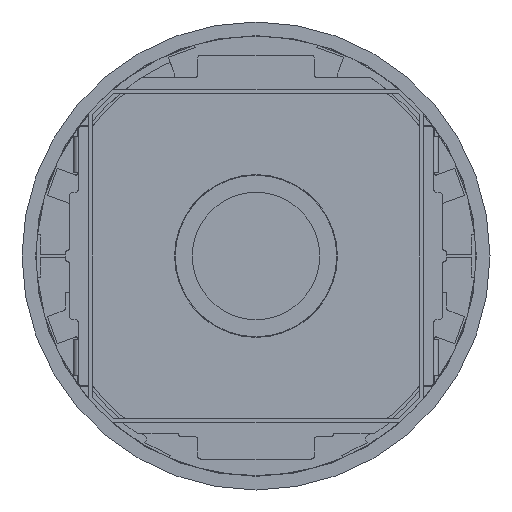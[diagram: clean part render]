
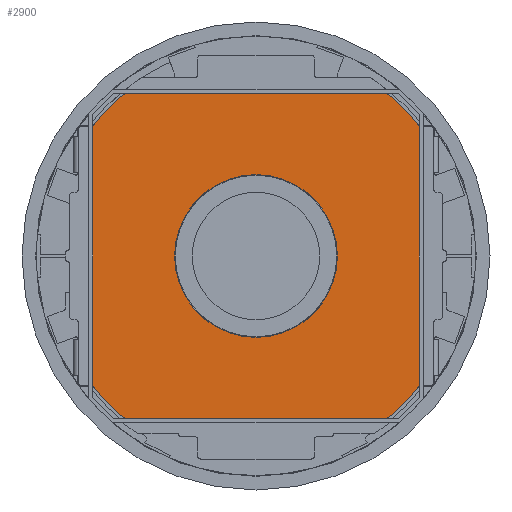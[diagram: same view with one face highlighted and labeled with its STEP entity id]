
A CAD part, front view. The second image highlights one B-rep face of the part: STEP entity #2900.
In plain terms, the highlighted planar face has unit normal (0, -1, 0).
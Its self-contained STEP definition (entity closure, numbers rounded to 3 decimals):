
#65 = DIRECTION ( 'NONE',  ( 0., 0., 1. ) ) ;
#232 = ORIENTED_EDGE ( 'NONE', *, *, #8636, .T. ) ;
#872 = CIRCLE ( 'NONE', #7128, 148. ) ;
#1039 = CIRCLE ( 'NONE', #1046, 148. ) ;
#1046 = AXIS2_PLACEMENT_3D ( 'NONE', #10174, #2524, #1727 ) ;
#1451 = EDGE_CURVE ( 'NONE', #6468, #4737, #10895, .T. ) ;
#1550 = AXIS2_PLACEMENT_3D ( 'NONE', #10094, #2375, #8404 ) ;
#1657 = DIRECTION ( 'NONE',  ( 0., 0., 1. ) ) ;
#1727 = DIRECTION ( 'NONE',  ( 0., 0., -1. ) ) ;
#2375 = DIRECTION ( 'NONE',  ( 0., -1., 0. ) ) ;
#2417 = EDGE_CURVE ( 'NONE', #4269, #8283, #872, .T. ) ;
#2448 = DIRECTION ( 'NONE',  ( 0., 1., 0. ) ) ;
#2524 = DIRECTION ( 'NONE',  ( 0., -1., 0. ) ) ;
#2900 = ADVANCED_FACE ( 'NONE', ( #3228, #9239 ), #6643, .T. ) ;
#3228 = FACE_BOUND ( 'NONE', #4966, .T. ) ;
#3474 = ORIENTED_EDGE ( 'NONE', *, *, #6140, .T. ) ;
#4049 = CARTESIAN_POINT ( 'NONE',  ( 0., -12., -56.5 ) ) ;
#4269 = VERTEX_POINT ( 'NONE', #5458 ) ;
#4737 = VERTEX_POINT ( 'NONE', #7896 ) ;
#4966 = EDGE_LOOP ( 'NONE', ( #3474, #10894 ) ) ;
#5284 = CIRCLE ( 'NONE', #7963, 56.5 ) ;
#5458 = CARTESIAN_POINT ( 'NONE',  ( 0., -12., 148. ) ) ;
#5556 = DIRECTION ( 'NONE',  ( 0., -1., 0. ) ) ;
#6140 = EDGE_CURVE ( 'NONE', #4737, #6468, #5284, .T. ) ;
#6468 = VERTEX_POINT ( 'NONE', #4049 ) ;
#6567 = EDGE_LOOP ( 'NONE', ( #10560, #232 ) ) ;
#6643 = PLANE ( 'NONE',  #1550 ) ;
#6654 = CARTESIAN_POINT ( 'NONE',  ( 0., -12., 0. ) ) ;
#7128 = AXIS2_PLACEMENT_3D ( 'NONE', #8078, #5556, #8982 ) ;
#7896 = CARTESIAN_POINT ( 'NONE',  ( 0., -12., 56.5 ) ) ;
#7963 = AXIS2_PLACEMENT_3D ( 'NONE', #6654, #2448, #1657 ) ;
#8078 = CARTESIAN_POINT ( 'NONE',  ( 0., -12., 0. ) ) ;
#8283 = VERTEX_POINT ( 'NONE', #8456 ) ;
#8404 = DIRECTION ( 'NONE',  ( 0., 0., -1. ) ) ;
#8456 = CARTESIAN_POINT ( 'NONE',  ( 0., -12., -148. ) ) ;
#8636 = EDGE_CURVE ( 'NONE', #8283, #4269, #1039, .T. ) ;
#8982 = DIRECTION ( 'NONE',  ( 0., 0., -1. ) ) ;
#9239 = FACE_OUTER_BOUND ( 'NONE', #6567, .T. ) ;
#9378 = CARTESIAN_POINT ( 'NONE',  ( 0., -12., 0. ) ) ;
#10094 = CARTESIAN_POINT ( 'NONE',  ( 0., -12., 0. ) ) ;
#10174 = CARTESIAN_POINT ( 'NONE',  ( 0., -12., 0. ) ) ;
#10375 = DIRECTION ( 'NONE',  ( 0., 1., 0. ) ) ;
#10533 = AXIS2_PLACEMENT_3D ( 'NONE', #9378, #10375, #65 ) ;
#10560 = ORIENTED_EDGE ( 'NONE', *, *, #2417, .T. ) ;
#10894 = ORIENTED_EDGE ( 'NONE', *, *, #1451, .T. ) ;
#10895 = CIRCLE ( 'NONE', #10533, 56.5 ) ;
